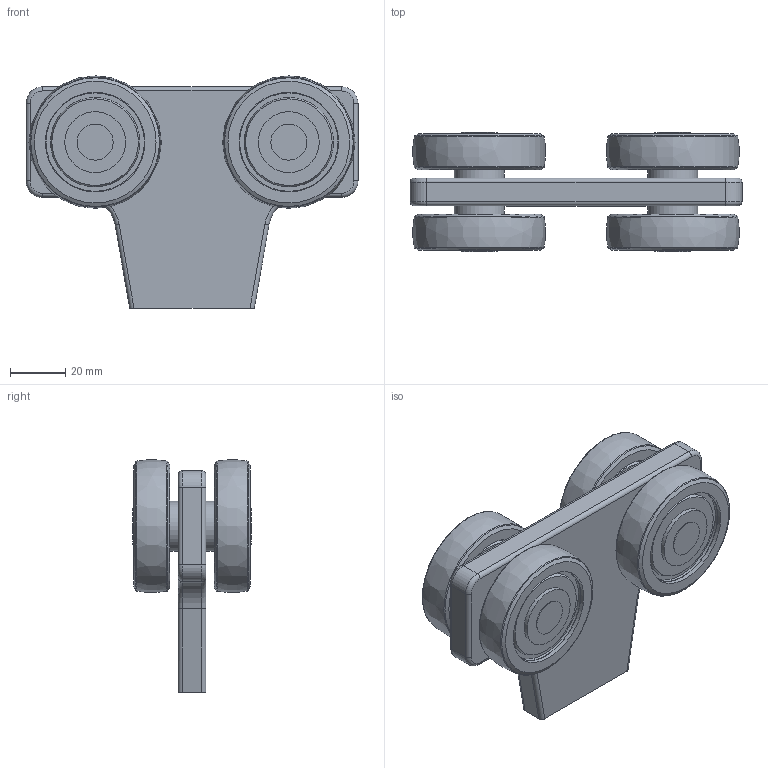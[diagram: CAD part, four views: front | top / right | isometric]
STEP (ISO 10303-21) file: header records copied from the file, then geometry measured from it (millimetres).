
FILE_DESCRIPTION(('STEP AP214'),'1');
FILE_NAME('PMH Åkvagn 1510S.stp','2013-08-06T12:00:51',(' '),(' '),'Spatial InterOp 3D',' ',' ');
FILE_SCHEMA(('automotive_design'));
Length unit declared in the file: millimetre
Products named in the file (16): PMH Profilskena akvagn 1510S ; NAUO1; NAUO2; NAUO3; NAUO4; NAUO5; NAUO6; NAUO7; NAUO8; NAUO9; NAUO10; NAUO11; NAUO12; NAUO13; NAUO14; NAUO15
Assembly tree (15 placements, depth 2):
  PMH Profilskena akvagn 1510S 
    NAUO1
    NAUO2
    NAUO3
    NAUO4
    NAUO5
    NAUO6
    NAUO7
    NAUO8
    NAUO9
    NAUO10
    NAUO11
    NAUO12
    NAUO13
    NAUO14
    NAUO15
Bounding box: 120 x 43 x 83.94 mm (x, y, z)
Volume: 153084.3 mm3; surface area: 50876.1 mm2
Topology: 15 solids, 15 shells, 174 faces, 324 edges, 204 vertices
Faces by surface type: plane 62, cylinder 60, cone 28, torus 20, bspline 4
Full cylindrical faces by diameter (mm): 12 x6, 12.2 x2, 12.5 x8, 18 x4, 22 x4, 35.6 x8, 36 x8
Entity records: 5883 total; most frequent: CARTESIAN_POINT 934, DIRECTION 764, ORIENTED_EDGE 456, AXIS2_PLACEMENT_3D 360, EDGE_LOOP 306, EDGE_CURVE 228, FACE_OUTER_BOUND 226, VERTEX_POINT 188
